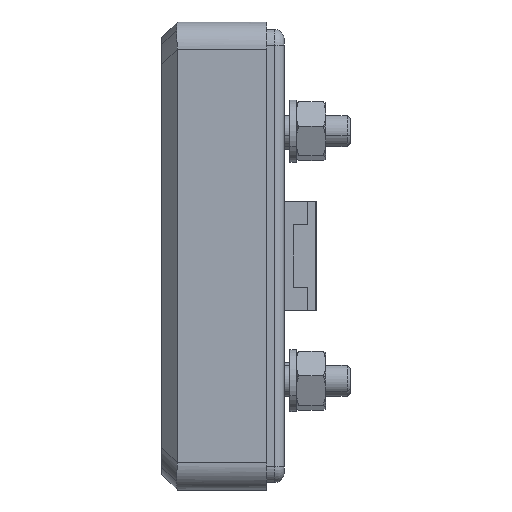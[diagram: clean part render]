
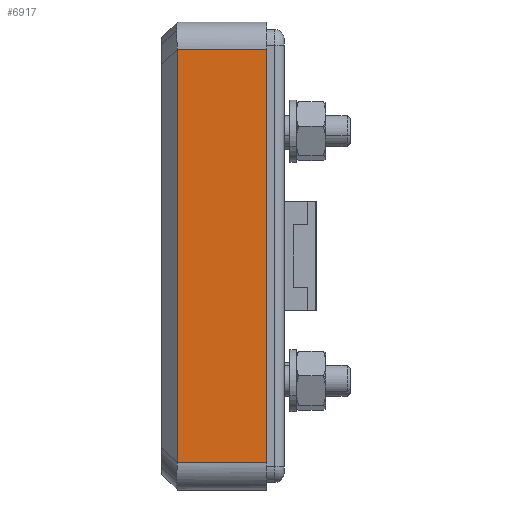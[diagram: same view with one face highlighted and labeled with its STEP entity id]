
A CAD part, left-side view. The second image highlights one B-rep face of the part: STEP entity #6917.
In plain terms, the highlighted planar face has unit normal (-1, 0, 0).
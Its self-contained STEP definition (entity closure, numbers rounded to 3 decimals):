
#718 = LINE ( 'NONE', #18552, #24529 ) ;
#741 = EDGE_LOOP ( 'NONE', ( #19955, #1403, #17761, #5430 ) ) ;
#981 = AXIS2_PLACEMENT_3D ( 'NONE', #24616, #11375, #15368 ) ;
#1300 = CARTESIAN_POINT ( 'NONE',  ( -74., 11.5, -26.5 ) ) ;
#1384 = CARTESIAN_POINT ( 'NONE',  ( -74., 0., -26.5 ) ) ;
#1403 = ORIENTED_EDGE ( 'NONE', *, *, #26088, .F. ) ;
#2088 = FACE_OUTER_BOUND ( 'NONE', #741, .T. ) ;
#2431 = EDGE_CURVE ( 'NONE', #5070, #15809, #718, .T. ) ;
#3334 = VECTOR ( 'NONE', #8165, 1000. ) ;
#4172 = EDGE_CURVE ( 'NONE', #24369, #19447, #19092, .T. ) ;
#4513 = DIRECTION ( 'NONE',  ( 0., 0., 1. ) ) ;
#5070 = VERTEX_POINT ( 'NONE', #1384 ) ;
#5430 = ORIENTED_EDGE ( 'NONE', *, *, #26064, .F. ) ;
#6917 = ADVANCED_FACE ( 'NONE', ( #2088 ), #8560, .T. ) ;
#8165 = DIRECTION ( 'NONE',  ( 0., -1., 0. ) ) ;
#8560 = PLANE ( 'NONE',  #981 ) ;
#8786 = CARTESIAN_POINT ( 'NONE',  ( -74., 0., 30. ) ) ;
#11375 = DIRECTION ( 'NONE',  ( -1., 0., 0. ) ) ;
#13356 = LINE ( 'NONE', #22323, #27927 ) ;
#13646 = CARTESIAN_POINT ( 'NONE',  ( -74., 11.5, 26.5 ) ) ;
#15368 = DIRECTION ( 'NONE',  ( 0., 0., 1. ) ) ;
#15809 = VERTEX_POINT ( 'NONE', #1300 ) ;
#17111 = VECTOR ( 'NONE', #17771, 1000. ) ;
#17761 = ORIENTED_EDGE ( 'NONE', *, *, #2431, .F. ) ;
#17771 = DIRECTION ( 'NONE',  ( 0., 0., -1. ) ) ;
#18402 = DIRECTION ( 'NONE',  ( 0., 1., 0. ) ) ;
#18552 = CARTESIAN_POINT ( 'NONE',  ( -74., 0., -26.5 ) ) ;
#19092 = LINE ( 'NONE', #28066, #3334 ) ;
#19447 = VERTEX_POINT ( 'NONE', #19980 ) ;
#19955 = ORIENTED_EDGE ( 'NONE', *, *, #4172, .F. ) ;
#19980 = CARTESIAN_POINT ( 'NONE',  ( -74., 0., 26.5 ) ) ;
#22323 = CARTESIAN_POINT ( 'NONE',  ( -74., 11.5, -15. ) ) ;
#24369 = VERTEX_POINT ( 'NONE', #13646 ) ;
#24529 = VECTOR ( 'NONE', #18402, 1000. ) ;
#24616 = CARTESIAN_POINT ( 'NONE',  ( -74., 0., -30. ) ) ;
#26064 = EDGE_CURVE ( 'NONE', #19447, #5070, #27039, .T. ) ;
#26088 = EDGE_CURVE ( 'NONE', #15809, #24369, #13356, .T. ) ;
#27039 = LINE ( 'NONE', #8786, #17111 ) ;
#27927 = VECTOR ( 'NONE', #4513, 1000. ) ;
#28066 = CARTESIAN_POINT ( 'NONE',  ( -74., 0., 26.5 ) ) ;
